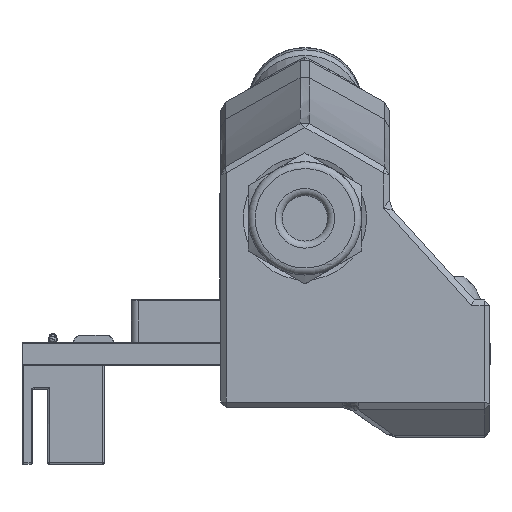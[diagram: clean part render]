
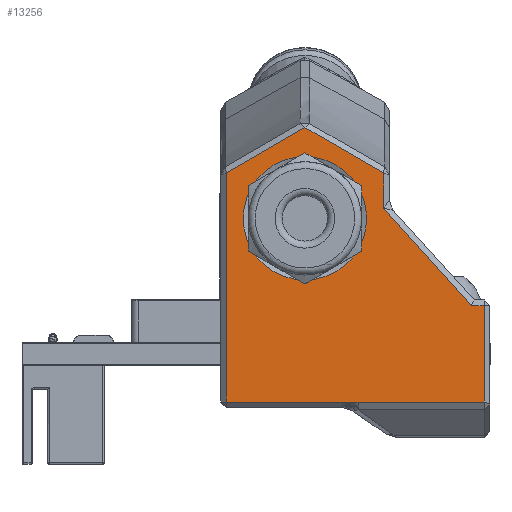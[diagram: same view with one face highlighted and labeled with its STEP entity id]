
A CAD part, front view. The second image highlights one B-rep face of the part: STEP entity #13256.
In plain terms, the highlighted planar face has unit normal (0, -1, 0).
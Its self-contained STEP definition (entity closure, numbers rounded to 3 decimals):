
#588=FACE_BOUND('',#5058,.T.);
#921=PLANE('',#14588);
#1425=LINE('',#20654,#2553);
#1713=LINE('',#22879,#2841);
#1721=LINE('',#22894,#2849);
#1732=LINE('',#22918,#2860);
#1740=LINE('',#22934,#2868);
#1751=LINE('',#22992,#2879);
#1893=LINE('',#23463,#3021);
#1895=LINE('',#23466,#3023);
#1902=LINE('',#23478,#3030);
#1908=LINE('',#23487,#3036);
#1925=LINE('',#23519,#3053);
#2553=VECTOR('',#16864,10.);
#2841=VECTOR('',#17422,10.);
#2849=VECTOR('',#17436,10.);
#2860=VECTOR('',#17455,10.);
#2868=VECTOR('',#17469,10.);
#2879=VECTOR('',#17488,10.);
#3021=VECTOR('',#17750,10.);
#3023=VECTOR('',#17754,10.);
#3030=VECTOR('',#17767,10.);
#3036=VECTOR('',#17779,10.);
#3053=VECTOR('',#17808,10.);
#4175=FACE_OUTER_BOUND('',#5057,.T.);
#5057=EDGE_LOOP('',(#11565,#11566,#11567,#11568,#11569,#11570,#11571,#11572,
#11573,#11574,#11575));
#5058=EDGE_LOOP('',(#11576));
#5679=CIRCLE('',#14589,4.35);
#6221=VERTEX_POINT('',#20646);
#6222=VERTEX_POINT('',#20653);
#6498=VERTEX_POINT('',#22862);
#6501=VERTEX_POINT('',#22872);
#6507=VERTEX_POINT('',#22890);
#6509=VERTEX_POINT('',#22898);
#6516=VERTEX_POINT('',#22917);
#6520=VERTEX_POINT('',#22928);
#6525=VERTEX_POINT('',#22948);
#6528=VERTEX_POINT('',#22990);
#6537=VERTEX_POINT('',#23014);
#6648=VERTEX_POINT('',#23781);
#7692=EDGE_CURVE('',#6221,#6222,#1425,.T.);
#8070=EDGE_CURVE('',#6501,#6498,#1713,.T.);
#8078=EDGE_CURVE('',#6498,#6507,#1721,.T.);
#8089=EDGE_CURVE('',#6507,#6516,#1732,.T.);
#8097=EDGE_CURVE('',#6520,#6509,#1740,.T.);
#8108=EDGE_CURVE('',#6528,#6221,#1751,.T.);
#8265=EDGE_CURVE('',#6525,#6537,#1893,.T.);
#8267=EDGE_CURVE('',#6537,#6528,#1895,.T.);
#8274=EDGE_CURVE('',#6222,#6520,#1902,.T.);
#8280=EDGE_CURVE('',#6516,#6525,#1908,.T.);
#8297=EDGE_CURVE('',#6509,#6501,#1925,.T.);
#8367=EDGE_CURVE('',#6648,#6648,#5679,.T.);
#11565=ORIENTED_EDGE('',*,*,#8265,.F.);
#11566=ORIENTED_EDGE('',*,*,#8280,.F.);
#11567=ORIENTED_EDGE('',*,*,#8089,.F.);
#11568=ORIENTED_EDGE('',*,*,#8078,.F.);
#11569=ORIENTED_EDGE('',*,*,#8070,.F.);
#11570=ORIENTED_EDGE('',*,*,#8297,.F.);
#11571=ORIENTED_EDGE('',*,*,#8097,.F.);
#11572=ORIENTED_EDGE('',*,*,#8274,.F.);
#11573=ORIENTED_EDGE('',*,*,#7692,.F.);
#11574=ORIENTED_EDGE('',*,*,#8108,.F.);
#11575=ORIENTED_EDGE('',*,*,#8267,.F.);
#11576=ORIENTED_EDGE('',*,*,#8367,.F.);
#13256=ADVANCED_FACE('',(#4175,#588),#921,.F.);
#14588=AXIS2_PLACEMENT_3D('',#23780,#17943,#17944);
#14589=AXIS2_PLACEMENT_3D('',#23782,#17945,#17946);
#16864=DIRECTION('',(-1.,0.,0.));
#17422=DIRECTION('',(0.866,0.,-0.5));
#17436=DIRECTION('',(0.,0.,-1.));
#17455=DIRECTION('',(0.67,0.,-0.742));
#17469=DIRECTION('',(0.,0.,1.));
#17488=DIRECTION('',(-1.,0.,0.));
#17750=DIRECTION('',(0.,0.,-1.));
#17754=DIRECTION('',(-1.,0.,0.));
#17767=DIRECTION('',(-1.,0.,0.));
#17779=DIRECTION('',(1.,0.,0.));
#17808=DIRECTION('',(0.866,0.,0.5));
#17943=DIRECTION('center_axis',(0.,1.,0.));
#17944=DIRECTION('ref_axis',(0.,0.,1.));
#17945=DIRECTION('center_axis',(0.,-1.,0.));
#17946=DIRECTION('ref_axis',(1.,0.,0.));
#20646=CARTESIAN_POINT('',(3.197,-8.25,-12.95));
#20653=CARTESIAN_POINT('',(2.65,-8.25,-12.95));
#20654=CARTESIAN_POINT('',(3.197,-8.25,-12.95));
#22862=CARTESIAN_POINT('',(5.55,-8.25,3.204));
#22872=CARTESIAN_POINT('',(0.,-8.25,6.408));
#22879=CARTESIAN_POINT('',(5.797,-8.25,3.061));
#22890=CARTESIAN_POINT('',(5.55,-8.25,0.716));
#22894=CARTESIAN_POINT('',(5.55,-8.25,-0.035));
#22898=CARTESIAN_POINT('',(-5.55,-8.25,3.204));
#22917=CARTESIAN_POINT('',(11.744,-8.25,-6.15));
#22918=CARTESIAN_POINT('',(9.114,-8.25,-3.235));
#22928=CARTESIAN_POINT('',(-5.55,-8.25,-12.95));
#22934=CARTESIAN_POINT('',(-5.55,-8.25,1.248));
#22948=CARTESIAN_POINT('',(12.65,-8.25,-6.15));
#22990=CARTESIAN_POINT('',(3.743,-8.25,-12.95));
#22992=CARTESIAN_POINT('',(3.197,-8.25,-12.95));
#23014=CARTESIAN_POINT('',(12.65,-8.25,-12.95));
#23463=CARTESIAN_POINT('',(12.65,-8.25,-4.845));
#23466=CARTESIAN_POINT('',(8.3,-8.25,-12.95));
#23478=CARTESIAN_POINT('',(1.775,-8.25,-12.95));
#23487=CARTESIAN_POINT('',(1.775,-8.25,-6.15));
#23519=CARTESIAN_POINT('',(-0.16,-8.25,6.316));
#23780=CARTESIAN_POINT('Origin',(3.55,-8.25,-0.94));
#23781=CARTESIAN_POINT('',(-4.35,-8.25,0.));
#23782=CARTESIAN_POINT('Origin',(0.,-8.25,0.));
